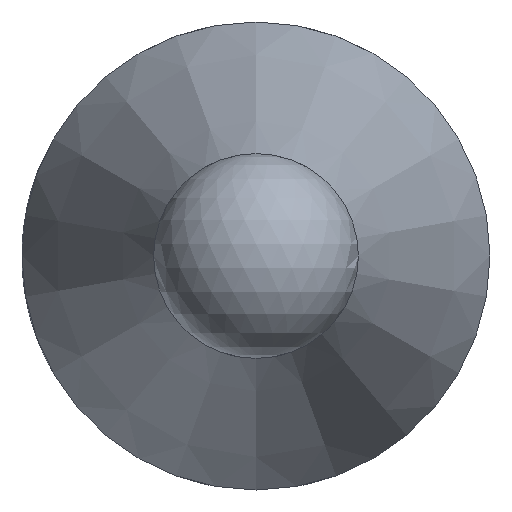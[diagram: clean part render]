
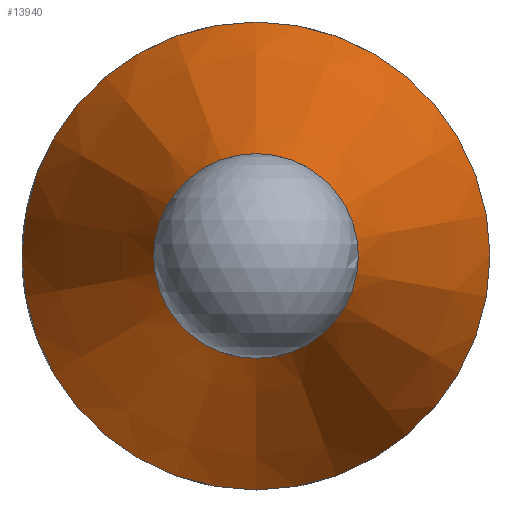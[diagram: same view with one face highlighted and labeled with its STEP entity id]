
A CAD part, left-side view. The second image highlights one B-rep face of the part: STEP entity #13940.
In plain terms, the highlighted conical face has half-angle 20 degrees and reference radius 1.75 mm.
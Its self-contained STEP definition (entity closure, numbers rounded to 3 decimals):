
#964 = CONICAL_SURFACE ( 'NONE', #12833, 1.75, 0.349 ) ;
#1128 = EDGE_CURVE ( 'NONE', #17518, #17518, #14808, .T. ) ;
#1284 = CARTESIAN_POINT ( 'NONE',  ( -98.682, -16.93, 0. ) ) ;
#1737 = CARTESIAN_POINT ( 'NONE',  ( -98.682, -16.93, 0. ) ) ;
#2447 = EDGE_LOOP ( 'NONE', ( #7831 ) ) ;
#2649 = VERTEX_POINT ( 'NONE', #15852 ) ;
#4116 = CARTESIAN_POINT ( 'NONE',  ( -98.682, -16.93, 1.75 ) ) ;
#4211 = ORIENTED_EDGE ( 'NONE', *, *, #8565, .T. ) ;
#6390 = EDGE_LOOP ( 'NONE', ( #4211 ) ) ;
#7257 = DIRECTION ( 'NONE',  ( 1., 0., 0. ) ) ;
#7532 = AXIS2_PLACEMENT_3D ( 'NONE', #10423, #16385, #14915 ) ;
#7831 = ORIENTED_EDGE ( 'NONE', *, *, #1128, .F. ) ;
#8565 = EDGE_CURVE ( 'NONE', #2649, #2649, #8801, .T. ) ;
#8728 = FACE_BOUND ( 'NONE', #2447, .T. ) ;
#8801 = CIRCLE ( 'NONE', #7532, 4. ) ;
#9560 = DIRECTION ( 'NONE',  ( -1., 0., 0. ) ) ;
#10191 = FACE_OUTER_BOUND ( 'NONE', #6390, .T. ) ;
#10388 = DIRECTION ( 'NONE',  ( 0., 0., -1. ) ) ;
#10423 = CARTESIAN_POINT ( 'NONE',  ( -92.5, -16.93, 0. ) ) ;
#12305 = DIRECTION ( 'NONE',  ( 0., 0., 1. ) ) ;
#12833 = AXIS2_PLACEMENT_3D ( 'NONE', #1284, #7257, #10388 ) ;
#13940 = ADVANCED_FACE ( 'NONE', ( #10191, #8728 ), #964, .T. ) ;
#14808 = CIRCLE ( 'NONE', #15425, 1.75 ) ;
#14915 = DIRECTION ( 'NONE',  ( 0., 0., 1. ) ) ;
#15425 = AXIS2_PLACEMENT_3D ( 'NONE', #1737, #9560, #12305 ) ;
#15852 = CARTESIAN_POINT ( 'NONE',  ( -92.5, -16.93, 4. ) ) ;
#16385 = DIRECTION ( 'NONE',  ( -1., 0., 0. ) ) ;
#17518 = VERTEX_POINT ( 'NONE', #4116 ) ;
